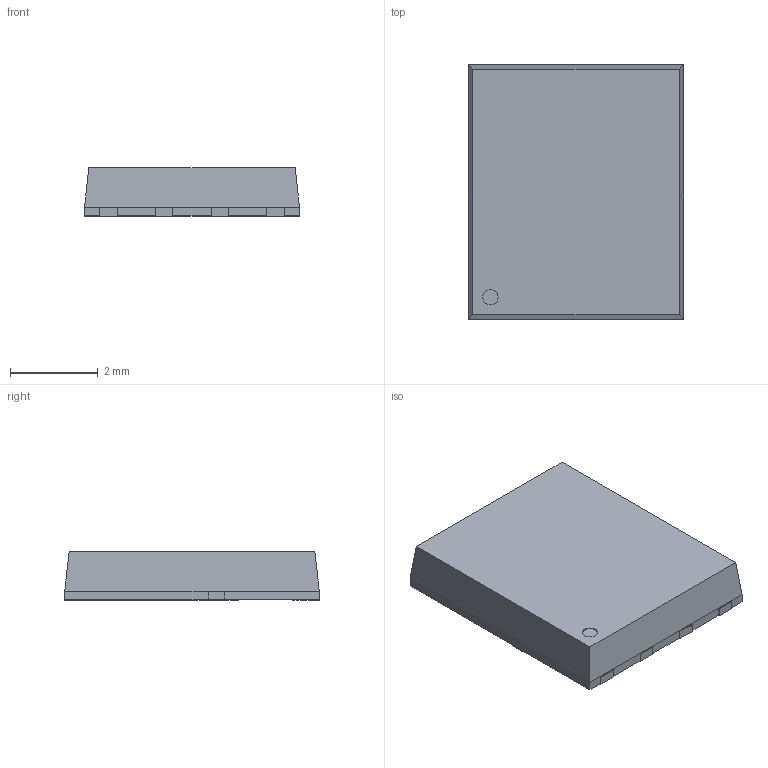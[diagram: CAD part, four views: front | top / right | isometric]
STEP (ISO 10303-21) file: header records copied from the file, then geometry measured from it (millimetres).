
FILE_DESCRIPTION (( 'STEP AP214' ), '1' );
FILE_NAME ('VDFN-8_L5.8-W4.9-H1.0-P1.27_3D2.STEP', '2023-05-05T18:45:24', ( 'Windows User' ), ( 'P R C' ), 'SwSTEP 2.0', 'SolidWorks 2020', '' );
FILE_SCHEMA (( 'AUTOMOTIVE_DESIGN' ));
Length unit declared in the file: millimetre
Products named in the file (4): VDFN-8_L5.8-W4.9-H1.0-P1.27_3D2; COMPOUND (6)^POWERVDFN-8_L6.2-W5.2-P1.27-LS6.0-BL_VDFN-8_L5.8-W4.9-H1.0-P1.27(2)_VDFN-8_L5.8-W4.9-H1.0-P1.27; VDFN-8_L5.8-W4.9-H1.0-P1.27(2)^VDFN-8_L5.8-W4.9-H1.0-P1.27; POWERVDFN-8_L6.2-W5.2-P1.27-LS6.0-BL^VDFN-8_L5.8-W4.9-H1.0-P1.27(2)_VDFN-8_L5.8-W4.9-H1.0-P1.27
Assembly tree (3 placements, depth 4):
  VDFN-8_L5.8-W4.9-H1.0-P1.27_3D2
    VDFN-8_L5.8-W4.9-H1.0-P1.27(2)^VDFN-8_L5.8-W4.9-H1.0-P1.27
      POWERVDFN-8_L6.2-W5.2-P1.27-LS6.0-BL^VDFN-8_L5.8-W4.9-H1.0-P1.27(2)_VDFN-8_L5.8-W4.9-H1.0-P1.27
        COMPOUND (6)^POWERVDFN-8_L6.2-W5.2-P1.27-LS6.0-BL_VDFN-8_L5.8-W4.9-H1.0-P1.27(2)_VDFN-8_L5.8-W4.9-H1.0-P1.27
Bounding box: 4.92 x 5.82 x 1.11 mm (x, y, z)
Surface area: 114.4 mm2
Topology: 2 solids, 2 shells, 95 faces, 266 edges, 176 vertices
Faces by surface type: plane 77, cylinder 18
Entity records: 3294 total; most frequent: CARTESIAN_POINT 545, ORIENTED_EDGE 532, DIRECTION 508, EDGE_CURVE 266, LINE 230, VECTOR 230, VERTEX_POINT 176, AXIS2_PLACEMENT_3D 139
